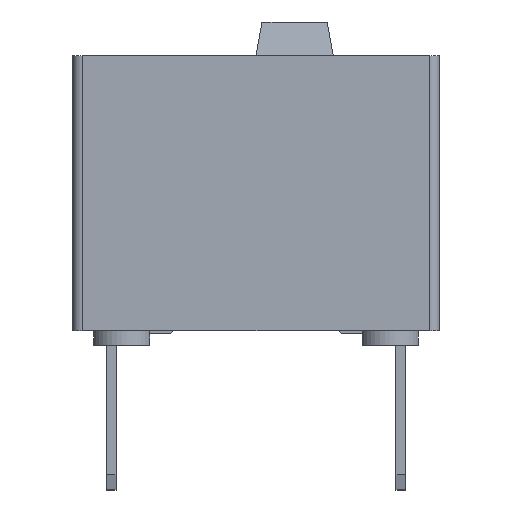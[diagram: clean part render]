
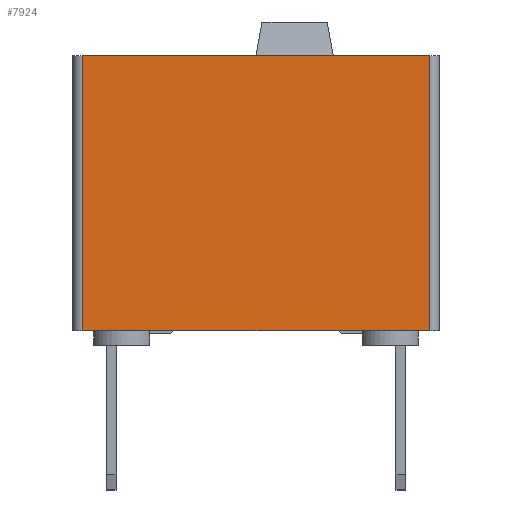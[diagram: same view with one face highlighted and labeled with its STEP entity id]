
A CAD part, left-side view. The second image highlights one B-rep face of the part: STEP entity #7924.
In plain terms, the highlighted planar face has unit normal (-1, 0, 0).
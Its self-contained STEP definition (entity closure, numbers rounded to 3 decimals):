
#16 = CARTESIAN_POINT ( 'NONE',  ( 0., -9.402, 0. ) ) ;
#66 = LINE ( 'NONE', #19225, #19664 ) ;
#1868 = LINE ( 'NONE', #25425, #16001 ) ;
#3346 = ORIENTED_EDGE ( 'NONE', *, *, #9304, .F. ) ;
#3882 = VERTEX_POINT ( 'NONE', #8063 ) ;
#3939 = VECTOR ( 'NONE', #12689, 1000. ) ;
#4165 = EDGE_CURVE ( 'NONE', #3882, #15003, #66, .T. ) ;
#4764 = LINE ( 'NONE', #14520, #3939 ) ;
#5545 = CARTESIAN_POINT ( 'NONE',  ( 0., -9.402, -7.239 ) ) ;
#5767 = LINE ( 'NONE', #13702, #23203 ) ;
#6172 = CARTESIAN_POINT ( 'NONE',  ( 0., -0.25, -7.239 ) ) ;
#6427 = LINE ( 'NONE', #12157, #8673 ) ;
#7336 = DIRECTION ( 'NONE',  ( 0., -1., 0. ) ) ;
#7646 = VERTEX_POINT ( 'NONE', #16887 ) ;
#7924 = ADVANCED_FACE ( 'NONE', ( #11898 ), #8111, .T. ) ;
#8027 = EDGE_CURVE ( 'NONE', #16098, #7646, #6427, .T. ) ;
#8063 = CARTESIAN_POINT ( 'NONE',  ( 0., -0.25, 0. ) ) ;
#8108 = VERTEX_POINT ( 'NONE', #12919 ) ;
#8111 = PLANE ( 'NONE',  #23210 ) ;
#8673 = VECTOR ( 'NONE', #16426, 1000. ) ;
#9304 = EDGE_CURVE ( 'NONE', #8108, #3882, #4764, .T. ) ;
#9653 = ORIENTED_EDGE ( 'NONE', *, *, #11360, .T. ) ;
#11360 = EDGE_CURVE ( 'NONE', #7646, #15003, #20026, .T. ) ;
#11898 = FACE_OUTER_BOUND ( 'NONE', #16692, .T. ) ;
#12031 = VERTEX_POINT ( 'NONE', #25421 ) ;
#12157 = CARTESIAN_POINT ( 'NONE',  ( 0., -0.25, -7.239 ) ) ;
#12250 = CARTESIAN_POINT ( 'NONE',  ( 0., -8.357, -7.239 ) ) ;
#12689 = DIRECTION ( 'NONE',  ( 0., 0., 1. ) ) ;
#12919 = CARTESIAN_POINT ( 'NONE',  ( 0., -0.25, -7.239 ) ) ;
#13372 = EDGE_CURVE ( 'NONE', #8108, #12031, #5767, .T. ) ;
#13702 = CARTESIAN_POINT ( 'NONE',  ( 0., -0.25, -7.239 ) ) ;
#14117 = DIRECTION ( 'NONE',  ( -1., 0., 0. ) ) ;
#14520 = CARTESIAN_POINT ( 'NONE',  ( 0., -0.25, -7.239 ) ) ;
#15003 = VERTEX_POINT ( 'NONE', #16 ) ;
#16001 = VECTOR ( 'NONE', #7336, 1000. ) ;
#16098 = VERTEX_POINT ( 'NONE', #12250 ) ;
#16426 = DIRECTION ( 'NONE',  ( 0., -1., 0. ) ) ;
#16692 = EDGE_LOOP ( 'NONE', ( #25108, #3346, #21725, #18302, #22185, #9653 ) ) ;
#16887 = CARTESIAN_POINT ( 'NONE',  ( 0., -9.402, -7.239 ) ) ;
#17679 = DIRECTION ( 'NONE',  ( 0., 0., 1. ) ) ;
#18302 = ORIENTED_EDGE ( 'NONE', *, *, #19442, .T. ) ;
#19225 = CARTESIAN_POINT ( 'NONE',  ( 0., -0.25, 0. ) ) ;
#19442 = EDGE_CURVE ( 'NONE', #12031, #16098, #1868, .T. ) ;
#19664 = VECTOR ( 'NONE', #21450, 1000. ) ;
#19814 = DIRECTION ( 'NONE',  ( 0., -1., 0. ) ) ;
#19951 = VECTOR ( 'NONE', #17679, 1000. ) ;
#20026 = LINE ( 'NONE', #5545, #19951 ) ;
#21450 = DIRECTION ( 'NONE',  ( 0., -1., 0. ) ) ;
#21725 = ORIENTED_EDGE ( 'NONE', *, *, #13372, .T. ) ;
#22185 = ORIENTED_EDGE ( 'NONE', *, *, #8027, .T. ) ;
#23203 = VECTOR ( 'NONE', #23709, 1000. ) ;
#23210 = AXIS2_PLACEMENT_3D ( 'NONE', #6172, #14117, #19814 ) ;
#23709 = DIRECTION ( 'NONE',  ( 0., -1., 0. ) ) ;
#25108 = ORIENTED_EDGE ( 'NONE', *, *, #4165, .F. ) ;
#25421 = CARTESIAN_POINT ( 'NONE',  ( 0., -1.295, -7.239 ) ) ;
#25425 = CARTESIAN_POINT ( 'NONE',  ( 0., -0.25, -7.239 ) ) ;
